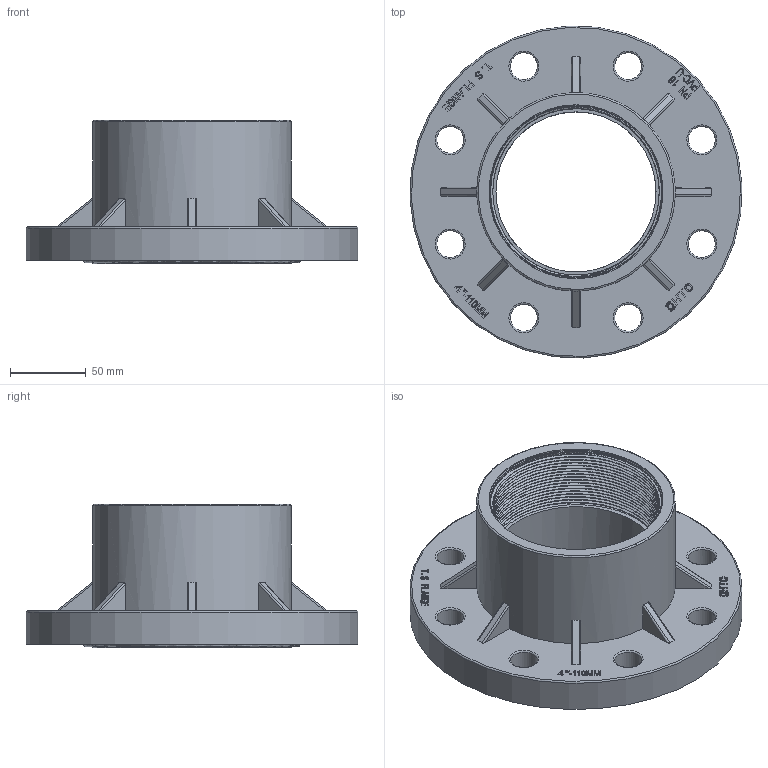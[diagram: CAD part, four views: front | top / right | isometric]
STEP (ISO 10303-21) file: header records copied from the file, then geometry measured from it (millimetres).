
FILE_DESCRIPTION(/* description */ (''),/* implementation_level */ '2;1');
FILE_NAME(/* name */ '110固定法兰新.stp',/* time_stamp */ '2025-03-13T08:17:07+08:00',/* author */ (''),/* organization */ (''),/* preprocessor_version */ 'ST-DEVELOPER v16',/* originating_system */ 'SIEMENS PLM Software NX 10.0',/* authorisation */ '');
FILE_SCHEMA (('AUTOMOTIVE_DESIGN { 1 0 10303 214 3 1 1 1 }'));
Length unit declared in the file: millimetre
Products named in the file (1): gelv1160A6EC1ceh
Bounding box: 219.39 x 219.39 x 94.8 mm (x, y, z)
Volume: 755964.4 mm3; surface area: 181444 mm2
Topology: 1 solids, 1 shells, 694 faces, 1823 edges, 1182 vertices
Faces by surface type: plane 350, cylinder 150, extrusion 110, torus 68, cone 14, bspline 2
Full cylindrical faces by diameter (mm): 3.139 x1, 4.186 x1, 17.8 x8, 105.8 x1, 113.03 x18, 115 x1, 131.2 x1, 219.6 x1
Entity records: 26893 total; most frequent: CARTESIAN_POINT 10858, ORIENTED_EDGE 3422, DIRECTION 2983, EDGE_CURVE 1711, VERTEX_POINT 1129, VECTOR 1035, AXIS2_PLACEMENT_3D 974, LINE 925
